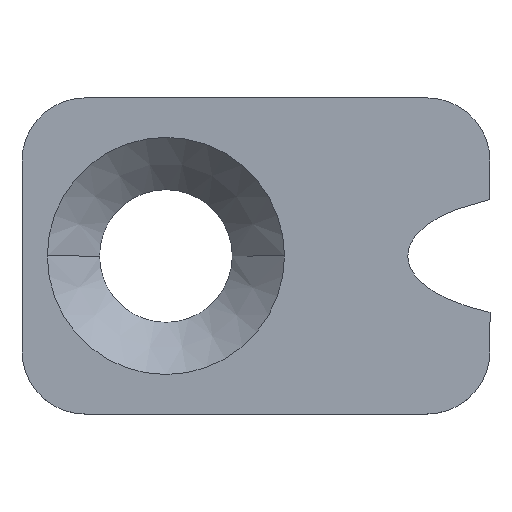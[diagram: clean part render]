
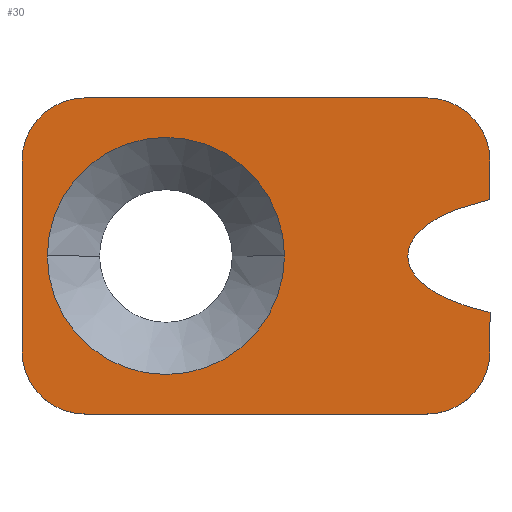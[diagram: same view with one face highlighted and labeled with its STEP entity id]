
A CAD part, top view. The second image highlights one B-rep face of the part: STEP entity #30.
In plain terms, the highlighted planar face has unit normal (0, 0, 1).
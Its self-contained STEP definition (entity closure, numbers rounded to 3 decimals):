
#3 = CARTESIAN_POINT ( 'NONE',  ( 2.55, 5., 2. ) ) ;
#8 = CIRCLE ( 'NONE', #342, 2. ) ;
#18 = AXIS2_PLACEMENT_3D ( 'NONE', #496, #227, #137 ) ;
#19 = DIRECTION ( 'NONE',  ( 0., 0., 1. ) ) ;
#21 = DIRECTION ( 'NONE',  ( 0., 1., 0. ) ) ;
#29 = DIRECTION ( 'NONE',  ( -1., 0., 0. ) ) ;
#30 = ADVANCED_FACE ( 'NONE', ( #278, #464 ), #429, .F. ) ;
#34 = EDGE_LOOP ( 'NONE', ( #491, #463 ) ) ;
#38 = CARTESIAN_POINT ( 'NONE',  ( 10.8, 10., 2. ) ) ;
#55 = EDGE_CURVE ( 'NONE', #382, #573, #68, .T. ) ;
#57 = CARTESIAN_POINT ( 'NONE',  ( 0., 2., 2. ) ) ;
#59 = DIRECTION ( 'NONE',  ( 0., 0., -1. ) ) ;
#65 = CIRCLE ( 'NONE', #555, 2. ) ;
#68 = CIRCLE ( 'NONE', #211, 3.75 ) ;
#71 = DIRECTION ( 'NONE',  ( 0., 0., 1. ) ) ;
#72 = VERTEX_POINT ( 'NONE', #252 ) ;
#73 = CARTESIAN_POINT ( 'NONE',  ( -2., 0., 2. ) ) ;
#76 = LINE ( 'NONE', #73, #82 ) ;
#77 = CARTESIAN_POINT ( 'NONE',  ( 0., 10., 2. ) ) ;
#82 = VECTOR ( 'NONE', #260, 1000. ) ;
#92 = VECTOR ( 'NONE', #543, 1000. ) ;
#101 = CARTESIAN_POINT ( 'NONE',  ( 12.8, 6.785, 2. ) ) ;
#102 = VERTEX_POINT ( 'NONE', #528 ) ;
#103 = VECTOR ( 'NONE', #482, 1000. ) ;
#112 = CARTESIAN_POINT ( 'NONE',  ( 0., 10., 2. ) ) ;
#120 = CARTESIAN_POINT ( 'NONE',  ( 10.8, 0., 2. ) ) ;
#125 = ORIENTED_EDGE ( 'NONE', *, *, #338, .T. ) ;
#132 = AXIS2_PLACEMENT_3D ( 'NONE', #476, #572, #153 ) ;
#137 = DIRECTION ( 'NONE',  ( -1., 0., 0. ) ) ;
#153 = DIRECTION ( 'NONE',  ( -1., 0., 0. ) ) ;
#155 = EDGE_CURVE ( 'NONE', #312, #102, #8, .T. ) ;
#159 = CARTESIAN_POINT ( 'NONE',  ( 12.8, 0., 2. ) ) ;
#173 = VECTOR ( 'NONE', #29, 1000. ) ;
#179 = CARTESIAN_POINT ( 'NONE',  ( -2., 8., 2. ) ) ;
#187 = CARTESIAN_POINT ( 'NONE',  ( 12.8, 6.785, 2. ) ) ;
#189 = ORIENTED_EDGE ( 'NONE', *, *, #246, .T. ) ;
#191 = EDGE_CURVE ( 'NONE', #198, #379, #354, .T. ) ;
#196 = CARTESIAN_POINT ( 'NONE',  ( 12.8, 3.215, 2. ) ) ;
#198 = VERTEX_POINT ( 'NONE', #187 ) ;
#203 = LINE ( 'NONE', #304, #362 ) ;
#209 = EDGE_CURVE ( 'NONE', #363, #416, #396, .T. ) ;
#211 = AXIS2_PLACEMENT_3D ( 'NONE', #292, #442, #435 ) ;
#213 = LINE ( 'NONE', #159, #103 ) ;
#224 = EDGE_CURVE ( 'NONE', #426, #363, #293, .T. ) ;
#227 = DIRECTION ( 'NONE',  ( 0., 0., 1. ) ) ;
#246 = EDGE_CURVE ( 'NONE', #72, #379, #203, .T. ) ;
#248 = DIRECTION ( 'NONE',  ( 0., 0., -1. ) ) ;
#249 = CARTESIAN_POINT ( 'NONE',  ( 6.3, 5., 2. ) ) ;
#252 = CARTESIAN_POINT ( 'NONE',  ( 12.8, 2., 2. ) ) ;
#260 = DIRECTION ( 'NONE',  ( 0., -1., 0. ) ) ;
#262 = CARTESIAN_POINT ( 'NONE',  ( -2., 2., 2. ) ) ;
#264 = DIRECTION ( 'NONE',  ( -1., 0., 0. ) ) ;
#265 = EDGE_CURVE ( 'NONE', #416, #312, #76, .T. ) ;
#267 = ORIENTED_EDGE ( 'NONE', *, *, #209, .T. ) ;
#272 = CARTESIAN_POINT ( 'NONE',  ( -1.2, 5., 2. ) ) ;
#273 = VERTEX_POINT ( 'NONE', #120 ) ;
#278 = FACE_BOUND ( 'NONE', #34, .T. ) ;
#280 = ORIENTED_EDGE ( 'NONE', *, *, #224, .T. ) ;
#282 = CARTESIAN_POINT ( 'NONE',  ( 8.835, 4.061, 2. ) ) ;
#283 = AXIS2_PLACEMENT_3D ( 'NONE', #3, #59, #570 ) ;
#292 = CARTESIAN_POINT ( 'NONE',  ( 2.55, 5., 2. ) ) ;
#293 = LINE ( 'NONE', #112, #173 ) ;
#304 = CARTESIAN_POINT ( 'NONE',  ( 12.8, 0., 2. ) ) ;
#309 = CIRCLE ( 'NONE', #283, 3.75 ) ;
#312 = VERTEX_POINT ( 'NONE', #262 ) ;
#330 = DIRECTION ( 'NONE',  ( -1., 0., 0. ) ) ;
#338 = EDGE_CURVE ( 'NONE', #198, #448, #213, .T. ) ;
#342 = AXIS2_PLACEMENT_3D ( 'NONE', #57, #19, #370 ) ;
#354 =( BOUNDED_CURVE ( )  B_SPLINE_CURVE ( 3, ( #101, #479, #282, #196 ),
 .UNSPECIFIED., .F., .T. ) 
 B_SPLINE_CURVE_WITH_KNOTS ( ( 4, 4 ),
 ( 2.039, 4.245 ),
 .UNSPECIFIED. ) 
 CURVE ( )  GEOMETRIC_REPRESENTATION_ITEM ( )  RATIONAL_B_SPLINE_CURVE ( ( 1., 0.634, 0.634, 1. ) ) 
 REPRESENTATION_ITEM ( '' )  );
#355 = CARTESIAN_POINT ( 'NONE',  ( 0., 0., 2. ) ) ;
#362 = VECTOR ( 'NONE', #21, 1000. ) ;
#363 = VERTEX_POINT ( 'NONE', #77 ) ;
#365 = EDGE_CURVE ( 'NONE', #273, #72, #65, .T. ) ;
#370 = DIRECTION ( 'NONE',  ( -1., 0., 0. ) ) ;
#371 = AXIS2_PLACEMENT_3D ( 'NONE', #569, #248, #330 ) ;
#375 = ORIENTED_EDGE ( 'NONE', *, *, #512, .T. ) ;
#379 = VERTEX_POINT ( 'NONE', #397 ) ;
#382 = VERTEX_POINT ( 'NONE', #272 ) ;
#387 = EDGE_CURVE ( 'NONE', #448, #426, #432, .T. ) ;
#396 = CIRCLE ( 'NONE', #132, 2. ) ;
#397 = CARTESIAN_POINT ( 'NONE',  ( 12.8, 3.215, 2. ) ) ;
#416 = VERTEX_POINT ( 'NONE', #179 ) ;
#426 = VERTEX_POINT ( 'NONE', #38 ) ;
#429 = PLANE ( 'NONE',  #371 ) ;
#432 = CIRCLE ( 'NONE', #18, 2. ) ;
#435 = DIRECTION ( 'NONE',  ( -1., 0., 0. ) ) ;
#442 = DIRECTION ( 'NONE',  ( 0., 0., -1. ) ) ;
#443 = ORIENTED_EDGE ( 'NONE', *, *, #191, .F. ) ;
#448 = VERTEX_POINT ( 'NONE', #600 ) ;
#461 = LINE ( 'NONE', #355, #92 ) ;
#463 = ORIENTED_EDGE ( 'NONE', *, *, #55, .T. ) ;
#464 = FACE_OUTER_BOUND ( 'NONE', #576, .T. ) ;
#476 = CARTESIAN_POINT ( 'NONE',  ( 0., 8., 2. ) ) ;
#479 = CARTESIAN_POINT ( 'NONE',  ( 8.835, 5.939, 2. ) ) ;
#482 = DIRECTION ( 'NONE',  ( 0., 1., 0. ) ) ;
#487 = ORIENTED_EDGE ( 'NONE', *, *, #265, .T. ) ;
#491 = ORIENTED_EDGE ( 'NONE', *, *, #568, .T. ) ;
#496 = CARTESIAN_POINT ( 'NONE',  ( 10.8, 8., 2. ) ) ;
#502 = ORIENTED_EDGE ( 'NONE', *, *, #387, .T. ) ;
#512 = EDGE_CURVE ( 'NONE', #102, #273, #461, .T. ) ;
#523 = ORIENTED_EDGE ( 'NONE', *, *, #365, .T. ) ;
#528 = CARTESIAN_POINT ( 'NONE',  ( 0., 0., 2. ) ) ;
#536 = CARTESIAN_POINT ( 'NONE',  ( 10.8, 2., 2. ) ) ;
#543 = DIRECTION ( 'NONE',  ( 1., 0., 0. ) ) ;
#546 = ORIENTED_EDGE ( 'NONE', *, *, #155, .T. ) ;
#555 = AXIS2_PLACEMENT_3D ( 'NONE', #536, #71, #264 ) ;
#568 = EDGE_CURVE ( 'NONE', #573, #382, #309, .T. ) ;
#569 = CARTESIAN_POINT ( 'NONE',  ( 0., 0., 2. ) ) ;
#570 = DIRECTION ( 'NONE',  ( -1., 0., 0. ) ) ;
#572 = DIRECTION ( 'NONE',  ( 0., 0., 1. ) ) ;
#573 = VERTEX_POINT ( 'NONE', #249 ) ;
#576 = EDGE_LOOP ( 'NONE', ( #443, #125, #502, #280, #267, #487, #546, #375, #523, #189 ) ) ;
#600 = CARTESIAN_POINT ( 'NONE',  ( 12.8, 8., 2. ) ) ;
